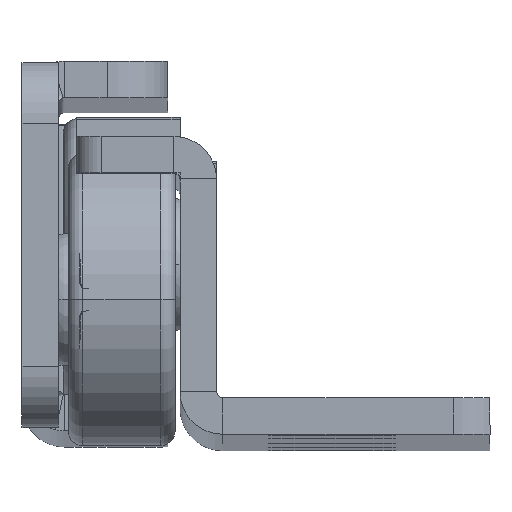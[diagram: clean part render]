
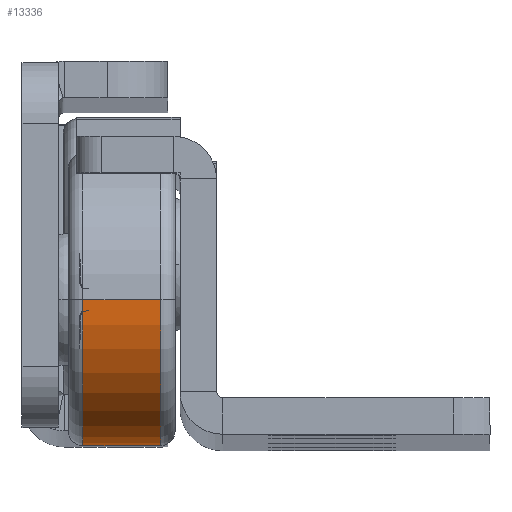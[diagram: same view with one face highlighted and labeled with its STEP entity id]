
A CAD part, top view. The second image highlights one B-rep face of the part: STEP entity #13336.
In plain terms, the highlighted cylindrical face has radius 12 mm (diameter 24 mm), a partial arc.
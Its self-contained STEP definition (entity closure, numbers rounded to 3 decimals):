
#876 = LINE ( 'NONE', #6730, #11176 ) ;
#949 = CARTESIAN_POINT ( 'NONE',  ( 1.2, 0., -12. ) ) ;
#1139 = EDGE_LOOP ( 'NONE', ( #18587, #11951, #18943, #4708 ) ) ;
#1620 = CARTESIAN_POINT ( 'NONE',  ( 1.2, 0., 0. ) ) ;
#1863 = DIRECTION ( 'NONE',  ( 0., 0., 1. ) ) ;
#2952 = CARTESIAN_POINT ( 'NONE',  ( 7.6, 0., 0. ) ) ;
#3464 = CIRCLE ( 'NONE', #5949, 12. ) ;
#4708 = ORIENTED_EDGE ( 'NONE', *, *, #17632, .F. ) ;
#5254 = VERTEX_POINT ( 'NONE', #7774 ) ;
#5321 = LINE ( 'NONE', #5708, #11222 ) ;
#5708 = CARTESIAN_POINT ( 'NONE',  ( 0., 0., 12. ) ) ;
#5911 = DIRECTION ( 'NONE',  ( -1., 0., 0. ) ) ;
#5949 = AXIS2_PLACEMENT_3D ( 'NONE', #2952, #10386, #1863 ) ;
#6117 = EDGE_CURVE ( 'NONE', #17137, #8998, #876, .T. ) ;
#6730 = CARTESIAN_POINT ( 'NONE',  ( 0., 0., -12. ) ) ;
#7172 = DIRECTION ( 'NONE',  ( -1., 0., 0. ) ) ;
#7259 = DIRECTION ( 'NONE',  ( -1., 0., 0. ) ) ;
#7589 = DIRECTION ( 'NONE',  ( 0., 0., 1. ) ) ;
#7774 = CARTESIAN_POINT ( 'NONE',  ( 1.2, 0., 12. ) ) ;
#8009 = DIRECTION ( 'NONE',  ( -1., 0., 0. ) ) ;
#8998 = VERTEX_POINT ( 'NONE', #949 ) ;
#10386 = DIRECTION ( 'NONE',  ( -1., 0., 0. ) ) ;
#11176 = VECTOR ( 'NONE', #8009, 1000. ) ;
#11222 = VECTOR ( 'NONE', #7172, 1000. ) ;
#11569 = CYLINDRICAL_SURFACE ( 'NONE', #17257, 12. ) ;
#11951 = ORIENTED_EDGE ( 'NONE', *, *, #6117, .T. ) ;
#12037 = EDGE_CURVE ( 'NONE', #15296, #17137, #3464, .T. ) ;
#12804 = CIRCLE ( 'NONE', #15024, 12. ) ;
#13043 = FACE_OUTER_BOUND ( 'NONE', #1139, .T. ) ;
#13336 = ADVANCED_FACE ( 'NONE', ( #13043 ), #11569, .T. ) ;
#14725 = CARTESIAN_POINT ( 'NONE',  ( 0., 0., 0. ) ) ;
#15021 = CARTESIAN_POINT ( 'NONE',  ( 7.6, 0., 12. ) ) ;
#15024 = AXIS2_PLACEMENT_3D ( 'NONE', #1620, #5911, #7589 ) ;
#15296 = VERTEX_POINT ( 'NONE', #15021 ) ;
#15556 = CARTESIAN_POINT ( 'NONE',  ( 7.6, 0., -12. ) ) ;
#17137 = VERTEX_POINT ( 'NONE', #15556 ) ;
#17257 = AXIS2_PLACEMENT_3D ( 'NONE', #14725, #7259, #17567 ) ;
#17400 = EDGE_CURVE ( 'NONE', #5254, #8998, #12804, .T. ) ;
#17567 = DIRECTION ( 'NONE',  ( 0., 0., 1. ) ) ;
#17632 = EDGE_CURVE ( 'NONE', #15296, #5254, #5321, .T. ) ;
#18587 = ORIENTED_EDGE ( 'NONE', *, *, #12037, .T. ) ;
#18943 = ORIENTED_EDGE ( 'NONE', *, *, #17400, .F. ) ;
